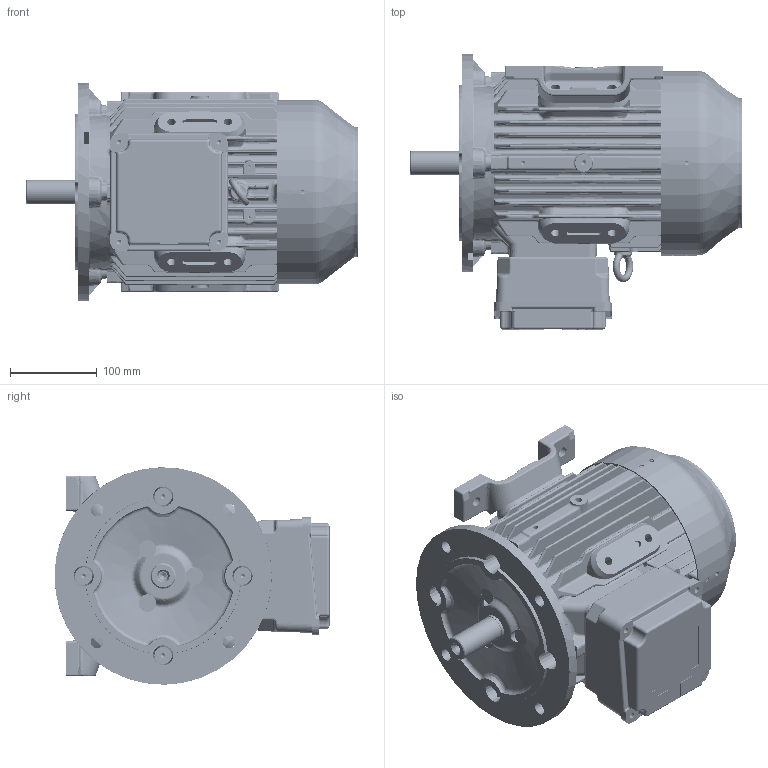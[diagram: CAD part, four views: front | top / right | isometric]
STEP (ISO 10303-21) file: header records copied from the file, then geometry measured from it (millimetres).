
FILE_DESCRIPTION( ( 'Unknown' ), '1' );
FILE_NAME( 'WP-DF112M B35.stp', 'Unknown', ( 'Unknown' ), ( 'Unknown' ), 'PSStep 17.0.49', 'Unknown', ' ' );
FILE_SCHEMA( ( 'AUTOMOTIVE_DESIGN { 1 0 10303 214 1 1 1 1 }' ) );
Length unit declared in the file: millimetre
Products named in the file (1): y12yh002
Bounding box: 382 x 316.48 x 250 mm (x, y, z)
Volume: 3664941.8 mm3; surface area: 1078460.1 mm2
Topology: 1 solids, 8 shells, 4889 faces, 12321 edges, 7404 vertices
Faces by surface type: bspline 1539, cylinder 1400, plane 1170, cone 338, torus 295, sphere 147
Full cylindrical faces by diameter (mm): 0.1 x1, 2.459 x2, 3.2 x2, 4 x3, 4.5 x4, 5 x16, 5.188 x5, 6 x30, 6.5 x4, 6.8 x1, 7 x16, 7.794 x2, 8 x14, 8.5 x2, 10 x10, 10.5 x1, 11 x4, 12 x4, 14.5 x4, 20 x1, 24.5 x1, 25 x1, 25.2 x1, 28 x1, 29.5 x1, 29.9 x1, 30 x3, 33.02 x5, 33.9 x1, 34.05 x6
Entity records: 392390 total; most frequent: CARTESIAN_POINT 247959, ORIENTED_EDGE 23490, DIRECTION 19781, EDGE_CURVE 11745, AXIS2_PLACEMENT_3D 8002, VERTEX_POINT 7284, EDGE_LOOP 5557, FACE_OUTER_BOUND 5075
